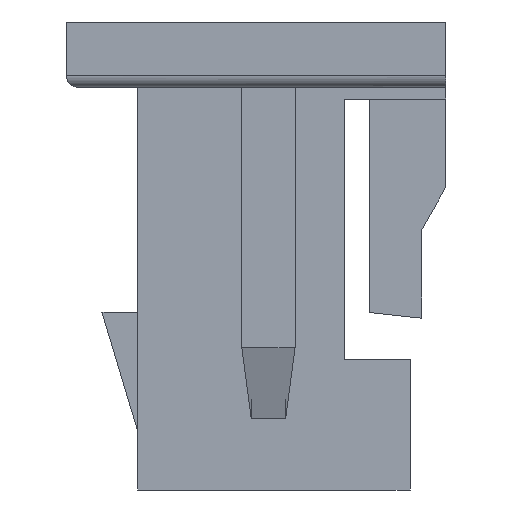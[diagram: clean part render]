
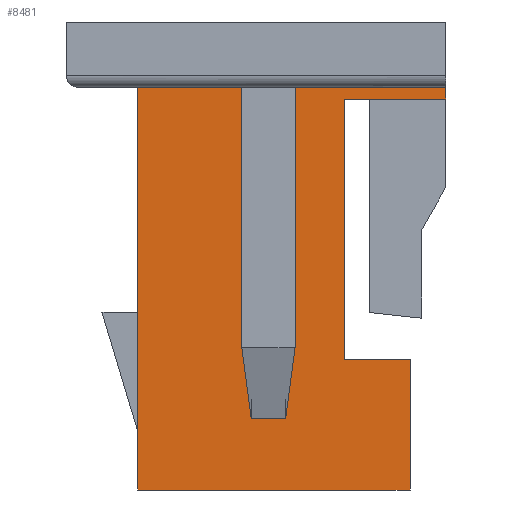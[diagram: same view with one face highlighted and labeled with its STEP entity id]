
A CAD part, left-side view. The second image highlights one B-rep face of the part: STEP entity #8481.
In plain terms, the highlighted planar face has unit normal (-1, 0, 0).
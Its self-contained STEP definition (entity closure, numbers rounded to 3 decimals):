
#1413=ORIENTED_EDGE('',*,*,#2694,.F.);
#1414=ORIENTED_EDGE('',*,*,#3504,.T.);
#1415=ORIENTED_EDGE('',*,*,#3505,.T.);
#1416=ORIENTED_EDGE('',*,*,#3506,.F.);
#1417=ORIENTED_EDGE('',*,*,#2591,.F.);
#1418=ORIENTED_EDGE('',*,*,#2547,.F.);
#1419=ORIENTED_EDGE('',*,*,#3507,.T.);
#1420=ORIENTED_EDGE('',*,*,#3508,.F.);
#1421=ORIENTED_EDGE('',*,*,#3509,.F.);
#1422=ORIENTED_EDGE('',*,*,#2543,.F.);
#1423=ORIENTED_EDGE('',*,*,#2813,.T.);
#1424=ORIENTED_EDGE('',*,*,#2734,.F.);
#2543=EDGE_CURVE('',#3786,#3787,#4602,.T.);
#2547=EDGE_CURVE('',#3790,#3791,#4606,.T.);
#2591=EDGE_CURVE('',#3791,#3825,#4646,.T.);
#2694=EDGE_CURVE('',#3924,#3925,#4749,.T.);
#2734=EDGE_CURVE('',#3925,#3956,#4789,.T.);
#2813=EDGE_CURVE('',#3786,#3956,#4868,.T.);
#3504=EDGE_CURVE('',#3924,#4506,#5559,.T.);
#3505=EDGE_CURVE('',#4506,#4507,#5560,.T.);
#3506=EDGE_CURVE('',#3825,#4507,#5561,.T.);
#3507=EDGE_CURVE('',#3790,#4508,#5562,.T.);
#3508=EDGE_CURVE('',#4509,#4508,#5563,.T.);
#3509=EDGE_CURVE('',#3787,#4509,#5564,.T.);
#3786=VERTEX_POINT('',#11219);
#3787=VERTEX_POINT('',#11221);
#3790=VERTEX_POINT('',#11227);
#3791=VERTEX_POINT('',#11229);
#3825=VERTEX_POINT('',#11316);
#3924=VERTEX_POINT('',#11520);
#3925=VERTEX_POINT('',#11522);
#3956=VERTEX_POINT('',#11602);
#4506=VERTEX_POINT('',#13088);
#4507=VERTEX_POINT('',#13090);
#4508=VERTEX_POINT('',#13093);
#4509=VERTEX_POINT('',#13095);
#4602=LINE('',#11220,#5839);
#4606=LINE('',#11228,#5843);
#4646=LINE('',#11315,#5883);
#4749=LINE('',#11521,#5986);
#4789=LINE('',#11601,#6026);
#4868=LINE('',#11747,#6105);
#5559=LINE('',#13087,#6796);
#5560=LINE('',#13089,#6797);
#5561=LINE('',#13091,#6798);
#5562=LINE('',#13092,#6799);
#5563=LINE('',#13094,#6800);
#5564=LINE('',#13096,#6801);
#5839=VECTOR('',#9150,1000.);
#5843=VECTOR('',#9154,1000.);
#5883=VECTOR('',#9220,1000.);
#5986=VECTOR('',#9329,1000.);
#6026=VECTOR('',#9387,1000.);
#6105=VECTOR('',#9468,1000.);
#6796=VECTOR('',#10489,1000.);
#6797=VECTOR('',#10490,1000.);
#6798=VECTOR('',#10491,1000.);
#6799=VECTOR('',#10492,1000.);
#6800=VECTOR('',#10493,1000.);
#6801=VECTOR('',#10494,1000.);
#7265=EDGE_LOOP('',(#1413,#1414,#1415,#1416,#1417,#1418,#1419,#1420,#1421,
#1422,#1423,#1424));
#7680=FACE_BOUND('',#7265,.T.);
#8081=PLANE('',#8905);
#8481=ADVANCED_FACE('',(#7680),#8081,.F.);
#8905=AXIS2_PLACEMENT_3D('',#13086,#10487,#10488);
#9150=DIRECTION('',(0.,-1.,0.));
#9154=DIRECTION('',(0.,-1.,0.));
#9220=DIRECTION('',(0.,0.,-1.));
#9329=DIRECTION('',(0.,0.,-1.));
#9387=DIRECTION('',(0.,1.,0.));
#9468=DIRECTION('',(0.,0.,-1.));
#10487=DIRECTION('',(1.,0.,0.));
#10488=DIRECTION('',(0.,0.,-1.));
#10489=DIRECTION('',(0.,1.,0.));
#10490=DIRECTION('',(0.,0.,1.));
#10491=DIRECTION('',(0.,1.,0.));
#10492=DIRECTION('',(0.,0.,-1.));
#10493=DIRECTION('',(0.,-1.,0.));
#10494=DIRECTION('',(0.,0.,-1.));
#11219=CARTESIAN_POINT('',(-6.475,1.,1.425));
#11220=CARTESIAN_POINT('',(-6.475,1.6,1.425));
#11221=CARTESIAN_POINT('',(-6.475,0.04,1.425));
#11227=CARTESIAN_POINT('',(-6.475,-0.25,1.425));
#11228=CARTESIAN_POINT('',(-6.475,-0.33,1.425));
#11229=CARTESIAN_POINT('',(-6.475,-1.6,1.425));
#11315=CARTESIAN_POINT('',(-6.475,-1.6,1.425));
#11316=CARTESIAN_POINT('',(-6.475,-1.6,1.325));
#11520=CARTESIAN_POINT('',(-6.475,-1.3,-0.875));
#11521=CARTESIAN_POINT('',(-6.475,-1.3,0.));
#11522=CARTESIAN_POINT('',(-6.475,-1.3,-1.975));
#11601=CARTESIAN_POINT('',(-6.475,-1.6,-1.975));
#11602=CARTESIAN_POINT('',(-6.475,1.,-1.975));
#11747=CARTESIAN_POINT('',(-6.475,1.,1.425));
#13086=CARTESIAN_POINT('',(-6.475,0.,0.));
#13087=CARTESIAN_POINT('',(-6.475,-1.85,-0.875));
#13088=CARTESIAN_POINT('',(-6.475,-0.75,-0.875));
#13089=CARTESIAN_POINT('',(-6.475,-0.75,-0.875));
#13090=CARTESIAN_POINT('',(-6.475,-0.75,1.325));
#13091=CARTESIAN_POINT('',(-6.475,-1.85,1.325));
#13092=CARTESIAN_POINT('',(-6.475,-0.25,1.425));
#13093=CARTESIAN_POINT('',(-6.475,-0.25,-1.375));
#13094=CARTESIAN_POINT('',(-6.475,0.12,-1.375));
#13095=CARTESIAN_POINT('',(-6.475,0.04,-1.375));
#13096=CARTESIAN_POINT('',(-6.475,0.04,1.425));
